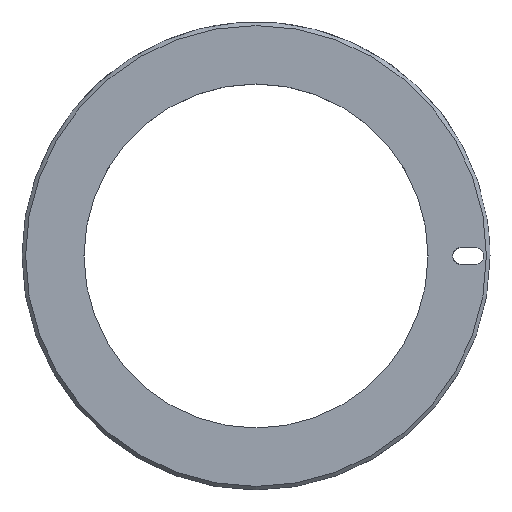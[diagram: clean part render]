
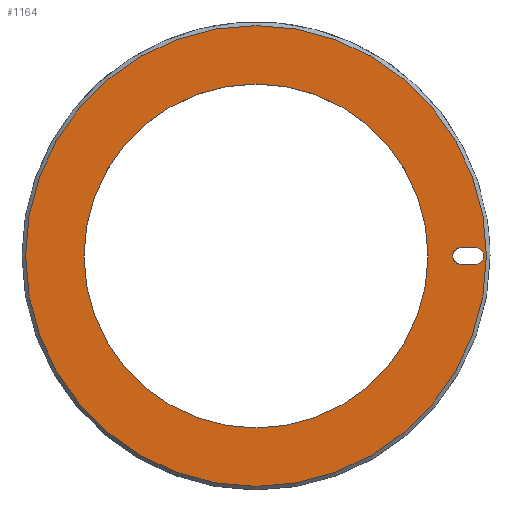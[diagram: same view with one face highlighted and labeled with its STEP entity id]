
A CAD part, top view. The second image highlights one B-rep face of the part: STEP entity #1164.
In plain terms, the highlighted planar face has unit normal (0, 0, 1).
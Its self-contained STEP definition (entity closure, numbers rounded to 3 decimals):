
#157=CARTESIAN_POINT('',(-72.55,-249.998,27.5));
#158=VERTEX_POINT('',#157);
#166=CARTESIAN_POINT('',(-71.376,-251.173,27.5));
#167=VERTEX_POINT('',#166);
#168=CARTESIAN_POINT('',(-72.55,-249.998,27.5));
#169=CARTESIAN_POINT('',(-72.551,-250.075,27.5));
#170=CARTESIAN_POINT('',(-72.543,-250.153,27.5));
#171=CARTESIAN_POINT('',(-72.528,-250.228,27.5));
#172=CARTESIAN_POINT('',(-72.513,-250.304,27.5));
#173=CARTESIAN_POINT('',(-72.491,-250.377,27.5));
#174=CARTESIAN_POINT('',(-72.461,-250.448,27.5));
#175=CARTESIAN_POINT('',(-72.402,-250.59,27.5));
#176=CARTESIAN_POINT('',(-72.314,-250.722,27.5));
#177=CARTESIAN_POINT('',(-72.205,-250.83,27.5));
#178=CARTESIAN_POINT('',(-72.097,-250.938,27.5));
#179=CARTESIAN_POINT('',(-71.966,-251.025,27.5));
#180=CARTESIAN_POINT('',(-71.824,-251.084,27.5));
#181=CARTESIAN_POINT('',(-71.754,-251.114,27.5));
#182=CARTESIAN_POINT('',(-71.68,-251.136,27.5));
#183=CARTESIAN_POINT('',(-71.604,-251.152,27.5));
#184=CARTESIAN_POINT('',(-71.529,-251.167,27.5));
#185=CARTESIAN_POINT('',(-71.453,-251.174,27.5));
#186=CARTESIAN_POINT('',(-71.376,-251.174,27.5));
#187=B_SPLINE_CURVE_WITH_KNOTS('',3,(#168,#169,#170,#171,#172,#173,#174,#175,#176,#177,#178,#179,#180,#181,#182,#183,#184,#185,#186),.UNSPECIFIED.,.F.,.F.,(4,3,3,3,3,3,4),(0.002,0.002,0.002,0.002,0.003,0.003,0.003),.UNSPECIFIED.);
#188=EDGE_CURVE('',#158,#167,#187,.T.);
#220=CARTESIAN_POINT('',(-71.375,-248.823,27.5));
#221=VERTEX_POINT('',#220);
#228=CARTESIAN_POINT('',(-71.375,-248.823,27.5));
#229=CARTESIAN_POINT('',(-71.453,-248.823,27.5));
#230=CARTESIAN_POINT('',(-71.529,-248.83,27.5));
#231=CARTESIAN_POINT('',(-71.604,-248.845,27.5));
#232=CARTESIAN_POINT('',(-71.679,-248.86,27.5));
#233=CARTESIAN_POINT('',(-71.754,-248.883,27.5));
#234=CARTESIAN_POINT('',(-71.825,-248.913,27.5));
#235=CARTESIAN_POINT('',(-71.896,-248.942,27.5));
#236=CARTESIAN_POINT('',(-71.963,-248.979,27.5));
#237=CARTESIAN_POINT('',(-72.027,-249.021,27.5));
#238=CARTESIAN_POINT('',(-72.091,-249.064,27.5));
#239=CARTESIAN_POINT('',(-72.152,-249.113,27.5));
#240=CARTESIAN_POINT('',(-72.206,-249.167,27.5));
#241=CARTESIAN_POINT('',(-72.314,-249.275,27.5));
#242=CARTESIAN_POINT('',(-72.401,-249.407,27.5));
#243=CARTESIAN_POINT('',(-72.46,-249.548,27.5));
#244=CARTESIAN_POINT('',(-72.519,-249.689,27.5));
#245=CARTESIAN_POINT('',(-72.552,-249.845,27.5));
#246=CARTESIAN_POINT('',(-72.55,-249.998,27.5));
#247=B_SPLINE_CURVE_WITH_KNOTS('',3,(#228,#229,#230,#231,#232,#233,#234,#235,#236,#237,#238,#239,#240,#241,#242,#243,#244,#245,#246),.UNSPECIFIED.,.F.,.F.,(4,3,3,3,3,3,4),(0.,0.,0.,0.001,0.001,0.001,0.002),.UNSPECIFIED.);
#248=EDGE_CURVE('',#221,#158,#247,.T.);
#261=CARTESIAN_POINT('',(-69.375,-251.174,27.5));
#262=VERTEX_POINT('',#261);
#263=CARTESIAN_POINT('',(-71.376,-251.173,27.5));
#264=DIRECTION('',(1.,0.,-0.));
#265=VECTOR('',#264,2.001);
#266=LINE('',#263,#265);
#267=EDGE_CURVE('',#167,#262,#266,.T.);
#284=CARTESIAN_POINT('',(-69.375,-248.824,27.5));
#285=VERTEX_POINT('',#284);
#292=CARTESIAN_POINT('',(-69.375,-248.824,27.5));
#293=DIRECTION('',(-1.,0.,0.));
#294=VECTOR('',#293,2.);
#295=LINE('',#292,#294);
#296=EDGE_CURVE('',#285,#221,#295,.T.);
#309=CARTESIAN_POINT('',(-69.375,-249.999,27.5));
#310=DIRECTION('',(0.,-0.,1.));
#311=DIRECTION('',(0.,1.,0.));
#312=AXIS2_PLACEMENT_3D('',#309,#310,#311);
#313=CIRCLE('',#312,1.175);
#314=EDGE_CURVE('',#262,#285,#313,.T.);
#1121=CARTESIAN_POINT('',(79.666,-264.801,27.5));
#1122=DIRECTION('',(0.,0.,1.));
#1123=DIRECTION('',(-0.621,-0.784,0.));
#1124=AXIS2_PLACEMENT_3D('',#1121,#1122,#1123);
#1125=PLANE('',#1124);
#1126=CARTESIAN_POINT('',(-76.,-249.999,27.5));
#1127=VERTEX_POINT('',#1126);
#1128=CARTESIAN_POINT('',(-100.,-249.999,27.5));
#1129=DIRECTION('',(0.,0.,1.));
#1130=DIRECTION('',(1.,0.,-0.));
#1131=AXIS2_PLACEMENT_3D('',#1128,#1129,#1130);
#1132=CIRCLE('',#1131,24.);
#1133=EDGE_CURVE('',#1127,#1127,#1132,.T.);
#1134=ORIENTED_EDGE('',*,*,#1133,.F.);
#1135=EDGE_LOOP('',(#1134));
#1136=FACE_BOUND('',#1135,.T.);
#1137=CARTESIAN_POINT('',(-67.85,-249.999,27.5));
#1138=VERTEX_POINT('',#1137);
#1139=CARTESIAN_POINT('',(-132.15,-249.999,27.5));
#1140=VERTEX_POINT('',#1139);
#1141=CARTESIAN_POINT('',(-100.,-249.999,27.5));
#1142=DIRECTION('',(0.,0.,1.));
#1143=DIRECTION('',(1.,0.,-0.));
#1144=AXIS2_PLACEMENT_3D('',#1141,#1142,#1143);
#1145=CIRCLE('',#1144,32.15);
#1146=EDGE_CURVE('',#1138,#1140,#1145,.T.);
#1147=ORIENTED_EDGE('',*,*,#1146,.T.);
#1148=CARTESIAN_POINT('',(-100.,-249.999,27.5));
#1149=DIRECTION('',(0.,0.,1.));
#1150=DIRECTION('',(1.,0.,-0.));
#1151=AXIS2_PLACEMENT_3D('',#1148,#1149,#1150);
#1152=CIRCLE('',#1151,32.15);
#1153=EDGE_CURVE('',#1140,#1138,#1152,.T.);
#1154=ORIENTED_EDGE('',*,*,#1153,.T.);
#1155=EDGE_LOOP('',(#1147,#1154));
#1156=FACE_BOUND('',#1155,.T.);
#1157=ORIENTED_EDGE('',*,*,#188,.F.);
#1158=ORIENTED_EDGE('',*,*,#248,.F.);
#1159=ORIENTED_EDGE('',*,*,#296,.F.);
#1160=ORIENTED_EDGE('',*,*,#314,.F.);
#1161=ORIENTED_EDGE('',*,*,#267,.F.);
#1162=EDGE_LOOP('',(#1157,#1158,#1159,#1160,#1161));
#1163=FACE_BOUND('',#1162,.T.);
#1164=ADVANCED_FACE('',(#1136,#1156,#1163),#1125,.T.);
